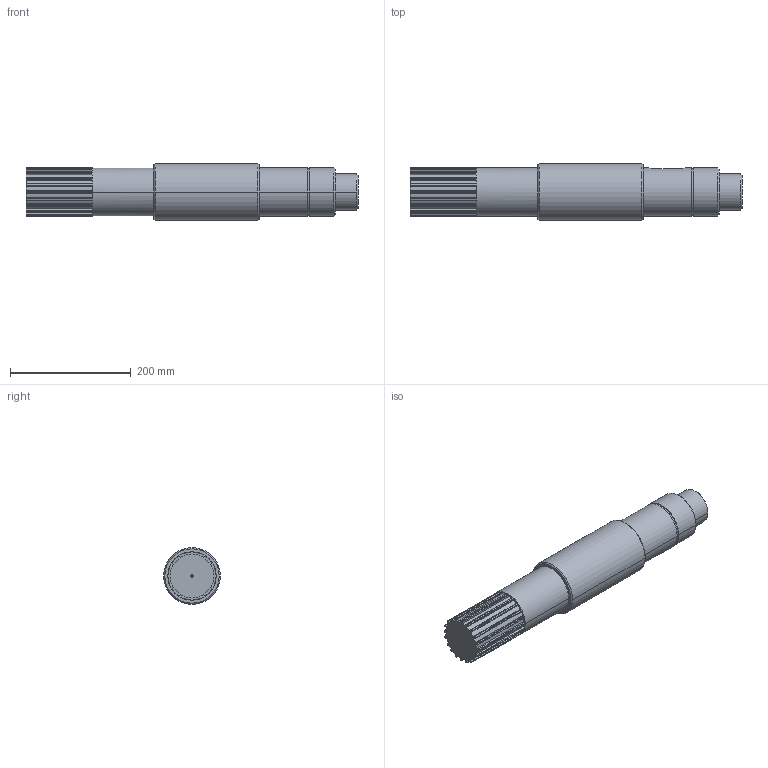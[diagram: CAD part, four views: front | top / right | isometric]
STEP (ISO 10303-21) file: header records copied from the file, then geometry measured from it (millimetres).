
FILE_DESCRIPTION((''),'2;1');
FILE_NAME('1000','2022-11-17T19:15:07',('Lector_3410'),(''),'CREO PARAMETRIC BY PTC INC, 2022164','CREO PARAMETRIC BY PTC INC, 2022164','');
FILE_SCHEMA(('CONFIG_CONTROL_DESIGN'));
Length unit declared in the file: millimetre
Products named in the file (1): 1000
Bounding box: 550 x 94 x 94 mm (x, y, z)
Volume: 2934408.4 mm3; surface area: 170589.4 mm2
Topology: 1 solids, 1 shells, 156 faces, 439 edges, 288 vertices
Faces by surface type: cylinder 74, plane 70, cone 8, sphere 4
Entity records: 5154 total; most frequent: DIRECTION 945, CARTESIAN_POINT 910, ORIENTED_EDGE 870, EDGE_CURVE 435, AXIS2_PLACEMENT_3D 358, VERTEX_POINT 288, VECTOR 229, LINE 229
